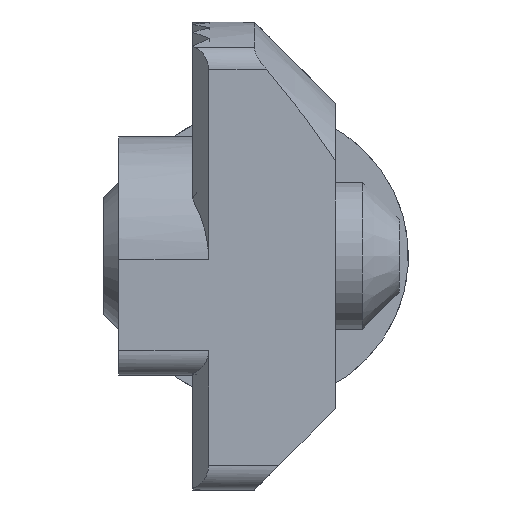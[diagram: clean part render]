
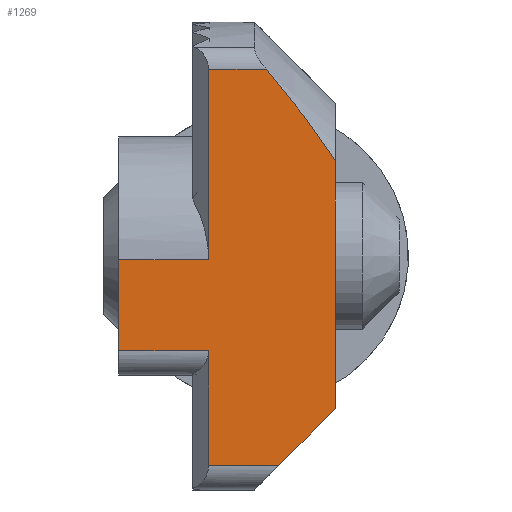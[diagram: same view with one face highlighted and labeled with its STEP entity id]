
A CAD part, left-side view. The second image highlights one B-rep face of the part: STEP entity #1269.
In plain terms, the highlighted planar face has unit normal (-1, 0, 0).
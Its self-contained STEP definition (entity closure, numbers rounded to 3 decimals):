
#115=PLANE('',#1477);
#146=(
BOUNDED_CURVE()
B_SPLINE_CURVE(2,(#1996,#1997,#1998),.UNSPECIFIED.,.F.,.F.)
B_SPLINE_CURVE_WITH_KNOTS((3,3),(0.,5.039),.UNSPECIFIED.)
CURVE()
GEOMETRIC_REPRESENTATION_ITEM()
RATIONAL_B_SPLINE_CURVE((1.,1.041,1.018))
REPRESENTATION_ITEM('')
);
#189=FACE_OUTER_BOUND('',#263,.T.);
#263=EDGE_LOOP('',(#1051,#1052,#1053,#1054,#1055,#1056,#1057,#1058,#1059,
#1060));
#305=LINE('',#1989,#416);
#309=LINE('',#2020,#420);
#322=LINE('',#2067,#433);
#341=LINE('',#2119,#452);
#350=LINE('',#2160,#461);
#351=LINE('',#2175,#462);
#365=LINE('',#2216,#476);
#369=LINE('',#2224,#480);
#370=LINE('',#2225,#481);
#416=VECTOR('',#1563,3.253);
#420=VECTOR('',#1579,2.353);
#433=VECTOR('',#1622,2.85);
#452=VECTOR('',#1663,3.65);
#461=VECTOR('',#1702,3.65);
#462=VECTOR('',#1719,3.7);
#476=VECTOR('',#1773,10.062);
#480=VECTOR('',#1785,7.728);
#481=VECTOR('',#1786,4.65);
#559=VERTEX_POINT('',#1986);
#560=VERTEX_POINT('',#1988);
#562=VERTEX_POINT('',#1994);
#563=VERTEX_POINT('',#1995);
#568=VERTEX_POINT('',#2018);
#587=VERTEX_POINT('',#2066);
#608=VERTEX_POINT('',#2116);
#609=VERTEX_POINT('',#2118);
#625=VERTEX_POINT('',#2157);
#626=VERTEX_POINT('',#2159);
#680=EDGE_CURVE('',#560,#559,#305,.T.);
#683=EDGE_CURVE('',#562,#563,#146,.T.);
#690=EDGE_CURVE('',#563,#568,#309,.T.);
#713=EDGE_CURVE('',#560,#587,#322,.T.);
#739=EDGE_CURVE('',#608,#609,#341,.T.);
#760=EDGE_CURVE('',#626,#625,#350,.T.);
#768=EDGE_CURVE('',#625,#609,#351,.T.);
#789=EDGE_CURVE('',#559,#562,#365,.T.);
#793=EDGE_CURVE('',#568,#626,#369,.T.);
#794=EDGE_CURVE('',#608,#587,#370,.T.);
#1051=ORIENTED_EDGE('',*,*,#683,.T.);
#1052=ORIENTED_EDGE('',*,*,#690,.T.);
#1053=ORIENTED_EDGE('',*,*,#793,.T.);
#1054=ORIENTED_EDGE('',*,*,#760,.T.);
#1055=ORIENTED_EDGE('',*,*,#768,.T.);
#1056=ORIENTED_EDGE('',*,*,#739,.F.);
#1057=ORIENTED_EDGE('',*,*,#794,.T.);
#1058=ORIENTED_EDGE('',*,*,#713,.F.);
#1059=ORIENTED_EDGE('',*,*,#680,.T.);
#1060=ORIENTED_EDGE('',*,*,#789,.T.);
#1269=ADVANCED_FACE('',(#189),#115,.T.);
#1477=AXIS2_PLACEMENT_3D('',#2223,#1783,#1784);
#1563=DIRECTION('',(0.,-0.707,0.707));
#1579=DIRECTION('',(0.,1.,0.));
#1622=DIRECTION('',(0.,1.,0.));
#1663=DIRECTION('',(0.,1.,0.));
#1702=DIRECTION('',(0.,1.,0.));
#1719=DIRECTION('',(0.,0.,-1.));
#1773=DIRECTION('',(0.,0.,1.));
#1783=DIRECTION('center_axis',(-1.,0.,0.));
#1784=DIRECTION('ref_axis',(0.,0.,1.));
#1785=DIRECTION('',(0.,0.,-1.));
#1786=DIRECTION('',(0.,0.,-1.));
#1986=CARTESIAN_POINT('',(-4.85,0.,-6.2));
#1988=CARTESIAN_POINT('',(-4.85,2.3,-8.5));
#1989=CARTESIAN_POINT('',(-4.85,2.3,-8.5));
#1994=CARTESIAN_POINT('',(-4.85,0.,3.862));
#1995=CARTESIAN_POINT('',(-4.85,2.797,7.578));
#1996=CARTESIAN_POINT('Ctrl Pts',(-4.85,0.,3.862));
#1997=CARTESIAN_POINT('Ctrl Pts',(-4.85,0.944,5.378));
#1998=CARTESIAN_POINT('Ctrl Pts',(-4.85,2.797,7.578));
#2018=CARTESIAN_POINT('',(-4.85,5.15,7.578));
#2020=CARTESIAN_POINT('',(-4.85,2.797,7.578));
#2066=CARTESIAN_POINT('',(-4.85,5.15,-8.5));
#2067=CARTESIAN_POINT('',(-4.85,2.3,-8.5));
#2116=CARTESIAN_POINT('',(-4.85,5.15,-3.85));
#2118=CARTESIAN_POINT('',(-4.85,8.8,-3.85));
#2119=CARTESIAN_POINT('',(-4.85,5.15,-3.85));
#2157=CARTESIAN_POINT('',(-4.85,8.8,-0.15));
#2159=CARTESIAN_POINT('',(-4.85,5.15,-0.15));
#2160=CARTESIAN_POINT('',(-4.85,5.15,-0.15));
#2175=CARTESIAN_POINT('',(-4.85,8.8,-0.15));
#2216=CARTESIAN_POINT('',(-4.85,0.,-6.2));
#2223=CARTESIAN_POINT('Origin',(-4.85,0.,7.578));
#2224=CARTESIAN_POINT('',(-4.85,5.15,7.578));
#2225=CARTESIAN_POINT('',(-4.85,5.15,-3.85));
